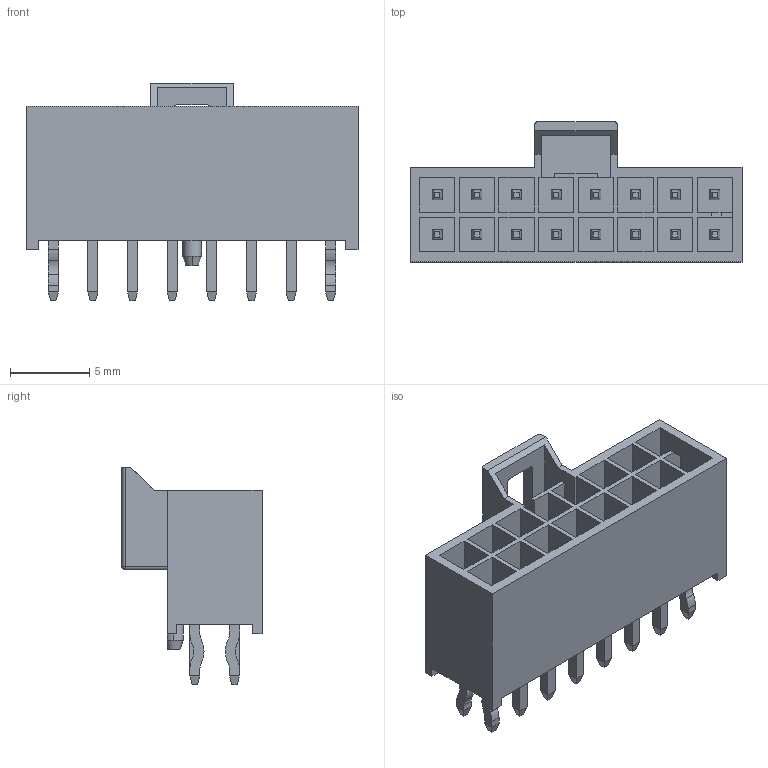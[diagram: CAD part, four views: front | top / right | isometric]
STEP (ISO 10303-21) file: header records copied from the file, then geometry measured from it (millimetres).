
FILE_DESCRIPTION (( 'STEP AP214' ), '1' );
FILE_NAME ('105310-1116.STEP', '2023-09-26T07:01:06', ( '' ), ( '' ), 'SwSTEP 2.0', 'SolidWorks 2021', '' );
FILE_SCHEMA (( 'AUTOMOTIVE_DESIGN' ));
Length unit declared in the file: metre
Products named in the file (1): 105310-1116
Bounding box: 20.94 x 8.84 x 13.71 mm (x, y, z)
Volume: 666.6 mm3; surface area: 1995 mm2
Topology: 1 solids, 1 shells, 453 faces, 1089 edges, 679 vertices
Faces by surface type: plane 414, cylinder 35, cone 2, sphere 2
Entity records: 12818 total; most frequent: CARTESIAN_POINT 2246, ORIENTED_EDGE 2174, DIRECTION 2066, EDGE_CURVE 1087, VECTOR 1012, LINE 1012, VERTEX_POINT 679, AXIS2_PLACEMENT_3D 527
